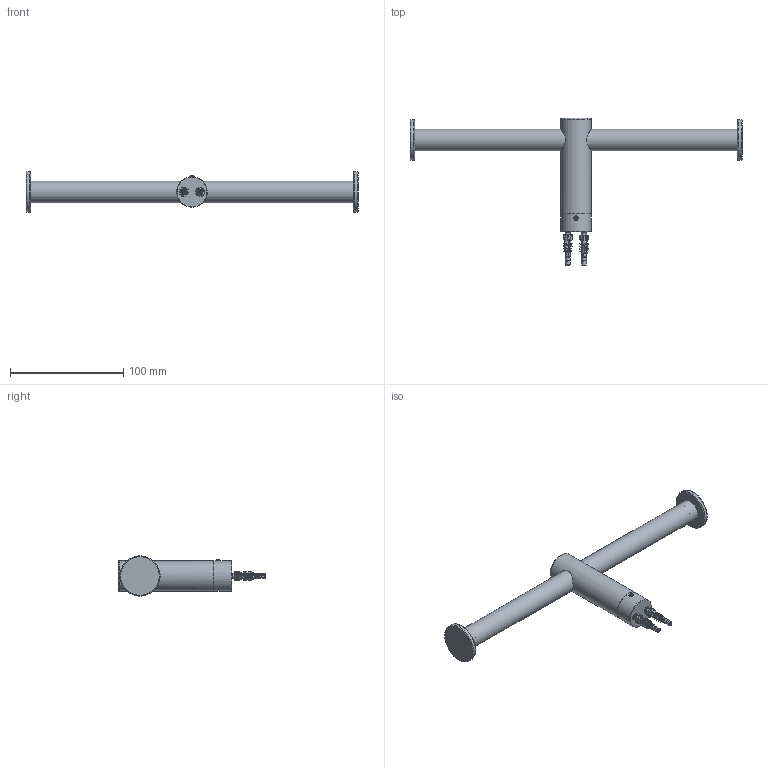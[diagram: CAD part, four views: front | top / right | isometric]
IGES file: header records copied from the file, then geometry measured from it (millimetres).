
Global section: file name: No Iges File Name specified; native system: Autodesk Inventor 2012; preprocessor: AutoDesk Inventor Iges Exporter R2012; author: mblakey; date: 20121023.084429; units: millimetre
Bounding box: 293 x 129.91 x 35.53 mm (x, y, z)
Volume: 74661.7 mm3; surface area: 60758.4 mm2
Topology: 12 solids, 12 shells, 560 faces, 1566 edges, 1024 vertices
Faces by surface type: plane 435, revolution 59, cylinder 36, cone 17, torus 9, bspline 4
Full cylindrical faces by diameter (mm): 3.92 x2, 4 x1, 6 x1, 8.2 x2, 17.5 x2, 19.05 x2, 20.38 x2, 26.85 x2, 35.526 x2
